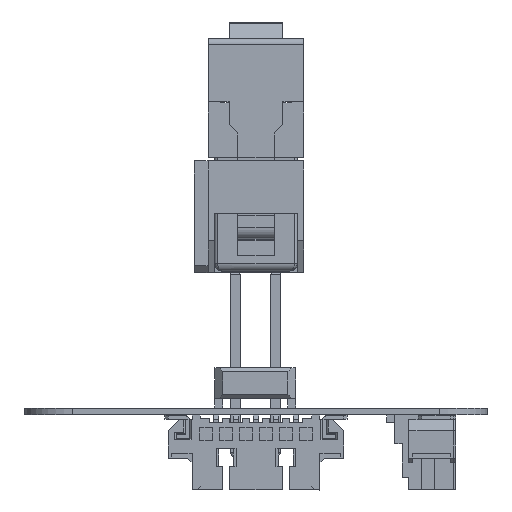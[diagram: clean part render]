
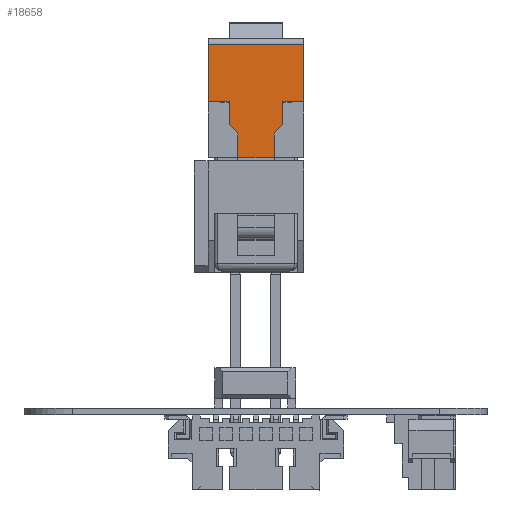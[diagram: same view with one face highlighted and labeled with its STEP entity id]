
A CAD part, left-side view. The second image highlights one B-rep face of the part: STEP entity #18658.
In plain terms, the highlighted planar face has unit normal (-1, 0, 0).
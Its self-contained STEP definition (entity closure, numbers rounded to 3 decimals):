
#18658 = ADVANCED_FACE('',(#18659),#18757,.T.);
#18659 = FACE_BOUND('',#18660,.T.);
#18660 = EDGE_LOOP('',(#18661,#18671,#18679,#18687,#18695,#18703,#18711,
    #18719,#18727,#18735,#18743,#18751));
#18661 = ORIENTED_EDGE('',*,*,#18662,.T.);
#18662 = EDGE_CURVE('',#18663,#18665,#18667,.T.);
#18663 = VERTEX_POINT('',#18664);
#18664 = CARTESIAN_POINT('',(-11.23,1.15,7.05));
#18665 = VERTEX_POINT('',#18666);
#18666 = CARTESIAN_POINT('',(-11.23,1.15,5.5));
#18667 = LINE('',#18668,#18669);
#18668 = CARTESIAN_POINT('',(-11.23,1.15,6.95));
#18669 = VECTOR('',#18670,1.);
#18670 = DIRECTION('',(0.,0.,-1.));
#18671 = ORIENTED_EDGE('',*,*,#18672,.F.);
#18672 = EDGE_CURVE('',#18673,#18665,#18675,.T.);
#18673 = VERTEX_POINT('',#18674);
#18674 = CARTESIAN_POINT('',(-11.23,1.685,4.965));
#18675 = LINE('',#18676,#18677);
#18676 = CARTESIAN_POINT('',(-11.23,1.825,4.825));
#18677 = VECTOR('',#18678,1.);
#18678 = DIRECTION('',(0.,-0.707,0.707));
#18679 = ORIENTED_EDGE('',*,*,#18680,.T.);
#18680 = EDGE_CURVE('',#18673,#18681,#18683,.T.);
#18681 = VERTEX_POINT('',#18682);
#18682 = CARTESIAN_POINT('',(-11.23,1.685,3.55));
#18683 = LINE('',#18684,#18685);
#18684 = CARTESIAN_POINT('',(-11.23,1.685,5.5));
#18685 = VECTOR('',#18686,1.);
#18686 = DIRECTION('',(0.,0.,-1.));
#18687 = ORIENTED_EDGE('',*,*,#18688,.T.);
#18688 = EDGE_CURVE('',#18681,#18689,#18691,.T.);
#18689 = VERTEX_POINT('',#18690);
#18690 = CARTESIAN_POINT('',(-11.23,3.,3.55));
#18691 = LINE('',#18692,#18693);
#18692 = CARTESIAN_POINT('',(-11.23,-3.,3.55));
#18693 = VECTOR('',#18694,1.);
#18694 = DIRECTION('',(0.,1.,0.));
#18695 = ORIENTED_EDGE('',*,*,#18696,.T.);
#18696 = EDGE_CURVE('',#18689,#18697,#18699,.T.);
#18697 = VERTEX_POINT('',#18698);
#18698 = CARTESIAN_POINT('',(-11.23,3.,-0.07));
#18699 = LINE('',#18700,#18701);
#18700 = CARTESIAN_POINT('',(-11.23,3.,3.55));
#18701 = VECTOR('',#18702,1.);
#18702 = DIRECTION('',(0.,0.,-1.));
#18703 = ORIENTED_EDGE('',*,*,#18704,.F.);
#18704 = EDGE_CURVE('',#18705,#18697,#18707,.T.);
#18705 = VERTEX_POINT('',#18706);
#18706 = CARTESIAN_POINT('',(-11.23,-3.,-0.07));
#18707 = LINE('',#18708,#18709);
#18708 = CARTESIAN_POINT('',(-11.23,-3.,-0.07));
#18709 = VECTOR('',#18710,1.);
#18710 = DIRECTION('',(0.,1.,0.));
#18711 = ORIENTED_EDGE('',*,*,#18712,.T.);
#18712 = EDGE_CURVE('',#18705,#18713,#18715,.T.);
#18713 = VERTEX_POINT('',#18714);
#18714 = CARTESIAN_POINT('',(-11.23,-3.,3.55));
#18715 = LINE('',#18716,#18717);
#18716 = CARTESIAN_POINT('',(-11.23,-3.,0.));
#18717 = VECTOR('',#18718,1.);
#18718 = DIRECTION('',(0.,0.,1.));
#18719 = ORIENTED_EDGE('',*,*,#18720,.T.);
#18720 = EDGE_CURVE('',#18713,#18721,#18723,.T.);
#18721 = VERTEX_POINT('',#18722);
#18722 = CARTESIAN_POINT('',(-11.23,-1.685,3.55));
#18723 = LINE('',#18724,#18725);
#18724 = CARTESIAN_POINT('',(-11.23,-3.,3.55));
#18725 = VECTOR('',#18726,1.);
#18726 = DIRECTION('',(0.,1.,0.));
#18727 = ORIENTED_EDGE('',*,*,#18728,.T.);
#18728 = EDGE_CURVE('',#18721,#18729,#18731,.T.);
#18729 = VERTEX_POINT('',#18730);
#18730 = CARTESIAN_POINT('',(-11.23,-1.685,4.965));
#18731 = LINE('',#18732,#18733);
#18732 = CARTESIAN_POINT('',(-11.23,-1.685,3.55));
#18733 = VECTOR('',#18734,1.);
#18734 = DIRECTION('',(0.,0.,1.));
#18735 = ORIENTED_EDGE('',*,*,#18736,.F.);
#18736 = EDGE_CURVE('',#18737,#18729,#18739,.T.);
#18737 = VERTEX_POINT('',#18738);
#18738 = CARTESIAN_POINT('',(-11.23,-1.15,5.5));
#18739 = LINE('',#18740,#18741);
#18740 = CARTESIAN_POINT('',(-11.23,-4.825,1.825));
#18741 = VECTOR('',#18742,1.);
#18742 = DIRECTION('',(0.,-0.707,-0.707));
#18743 = ORIENTED_EDGE('',*,*,#18744,.T.);
#18744 = EDGE_CURVE('',#18737,#18745,#18747,.T.);
#18745 = VERTEX_POINT('',#18746);
#18746 = CARTESIAN_POINT('',(-11.23,-1.15,7.05));
#18747 = LINE('',#18748,#18749);
#18748 = CARTESIAN_POINT('',(-11.23,-1.15,5.5));
#18749 = VECTOR('',#18750,1.);
#18750 = DIRECTION('',(0.,0.,1.));
#18751 = ORIENTED_EDGE('',*,*,#18752,.F.);
#18752 = EDGE_CURVE('',#18663,#18745,#18753,.T.);
#18753 = LINE('',#18754,#18755);
#18754 = CARTESIAN_POINT('',(-11.23,1.15,7.05));
#18755 = VECTOR('',#18756,1.);
#18756 = DIRECTION('',(0.,-1.,0.));
#18757 = PLANE('',#18758);
#18758 = AXIS2_PLACEMENT_3D('',#18759,#18760,#18761);
#18759 = CARTESIAN_POINT('',(-11.23,-3.,0.));
#18760 = DIRECTION('',(-1.,0.,0.));
#18761 = DIRECTION('',(0.,0.,1.));
